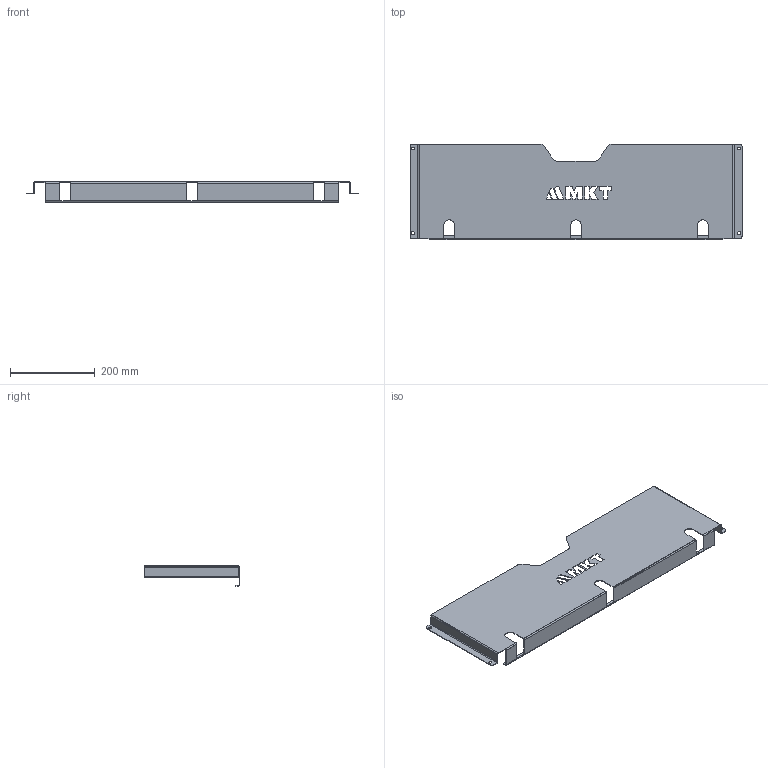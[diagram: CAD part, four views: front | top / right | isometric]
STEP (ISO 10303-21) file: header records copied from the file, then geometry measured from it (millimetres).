
FILE_DESCRIPTION (( 'STEP AP214' ), '1' );
FILE_NAME ('994.710.STEP', '2024-10-08T10:39:47', ( '' ), ( '' ), 'SwSTEP 2.0', 'SolidWorks 2021', '' );
FILE_SCHEMA (( 'AUTOMOTIVE_DESIGN' ));
Length unit declared in the file: millimetre
Products named in the file (1): 994.710
Bounding box: 785 x 226 x 47.4 mm (x, y, z)
Volume: 314586.2 mm3; surface area: 424988.2 mm2
Topology: 1 solids, 1 shells, 168 faces, 434 edges, 262 vertices
Faces by surface type: plane 127, cylinder 41
Entity records: 5070 total; most frequent: ORIENTED_EDGE 868, CARTESIAN_POINT 865, DIRECTION 854, EDGE_CURVE 434, LINE 352, VECTOR 352, VERTEX_POINT 262, AXIS2_PLACEMENT_3D 251
